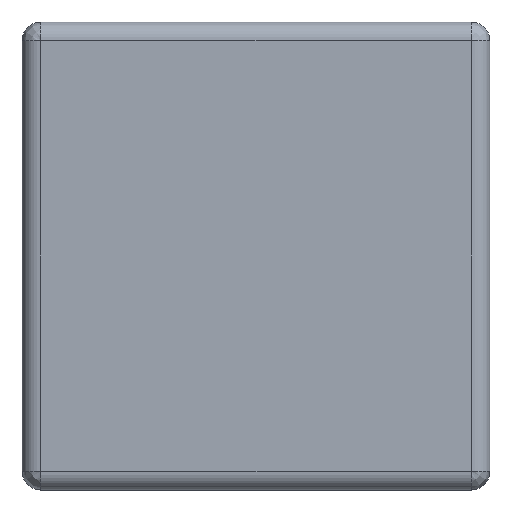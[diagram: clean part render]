
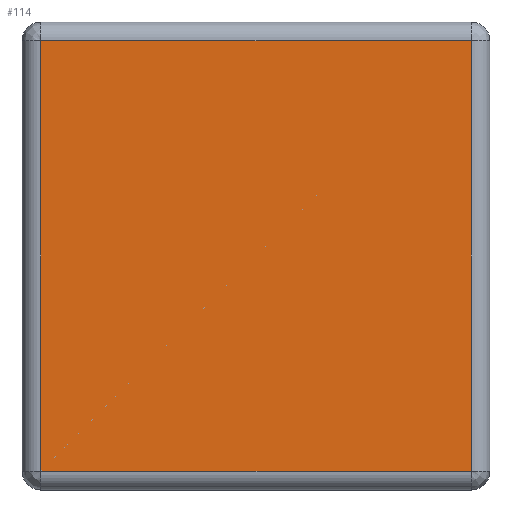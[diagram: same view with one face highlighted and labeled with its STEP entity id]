
A CAD part, left-side view. The second image highlights one B-rep face of the part: STEP entity #114.
In plain terms, the highlighted planar face has unit normal (-1, 0, 0).
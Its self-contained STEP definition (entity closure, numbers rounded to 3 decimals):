
#44 = VECTOR ( 'NONE', #1209, 1000. ) ;
#55 = VERTEX_POINT ( 'NONE', #849 ) ;
#83 = CARTESIAN_POINT ( 'NONE',  ( -1., 0.05, 0.625 ) ) ;
#94 = VECTOR ( 'NONE', #1364, 1000. ) ;
#114 = ADVANCED_FACE ( 'NONE', ( #813 ), #213, .F. ) ;
#130 = CARTESIAN_POINT ( 'NONE',  ( -1., 1.25, 0.625 ) ) ;
#169 = EDGE_CURVE ( 'NONE', #994, #1199, #980, .T. ) ;
#184 = CARTESIAN_POINT ( 'NONE',  ( -1., 1.2, -0.575 ) ) ;
#206 = LINE ( 'NONE', #311, #1302 ) ;
#213 = PLANE ( 'NONE',  #765 ) ;
#311 = CARTESIAN_POINT ( 'NONE',  ( -1., 1.25, -0.575 ) ) ;
#384 = EDGE_CURVE ( 'NONE', #55, #828, #206, .T. ) ;
#477 = ORIENTED_EDGE ( 'NONE', *, *, #656, .F. ) ;
#582 = CARTESIAN_POINT ( 'NONE',  ( -1., 1.2, 0.625 ) ) ;
#656 = EDGE_CURVE ( 'NONE', #828, #994, #1203, .T. ) ;
#722 = EDGE_LOOP ( 'NONE', ( #1289, #1247, #975, #477 ) ) ;
#725 = CARTESIAN_POINT ( 'NONE',  ( -1., 1.2, 0.575 ) ) ;
#765 = AXIS2_PLACEMENT_3D ( 'NONE', #130, #775, #1308 ) ;
#775 = DIRECTION ( 'NONE',  ( 1., 0., 0. ) ) ;
#813 = FACE_OUTER_BOUND ( 'NONE', #722, .T. ) ;
#814 = EDGE_CURVE ( 'NONE', #1199, #55, #869, .T. ) ;
#828 = VERTEX_POINT ( 'NONE', #184 ) ;
#849 = CARTESIAN_POINT ( 'NONE',  ( -1., 0.05, -0.575 ) ) ;
#869 = LINE ( 'NONE', #83, #94 ) ;
#975 = ORIENTED_EDGE ( 'NONE', *, *, #169, .F. ) ;
#980 = LINE ( 'NONE', #1303, #1158 ) ;
#991 = CARTESIAN_POINT ( 'NONE',  ( -1., 0.05, 0.575 ) ) ;
#994 = VERTEX_POINT ( 'NONE', #725 ) ;
#1158 = VECTOR ( 'NONE', #1233, 1000. ) ;
#1199 = VERTEX_POINT ( 'NONE', #991 ) ;
#1203 = LINE ( 'NONE', #582, #44 ) ;
#1209 = DIRECTION ( 'NONE',  ( 0., 0., 1. ) ) ;
#1233 = DIRECTION ( 'NONE',  ( 0., -1., 0. ) ) ;
#1247 = ORIENTED_EDGE ( 'NONE', *, *, #814, .F. ) ;
#1263 = DIRECTION ( 'NONE',  ( 0., 1., 0. ) ) ;
#1289 = ORIENTED_EDGE ( 'NONE', *, *, #384, .F. ) ;
#1302 = VECTOR ( 'NONE', #1263, 1000. ) ;
#1303 = CARTESIAN_POINT ( 'NONE',  ( -1., 1.25, 0.575 ) ) ;
#1308 = DIRECTION ( 'NONE',  ( 0., 0., -1. ) ) ;
#1364 = DIRECTION ( 'NONE',  ( 0., 0., -1. ) ) ;
